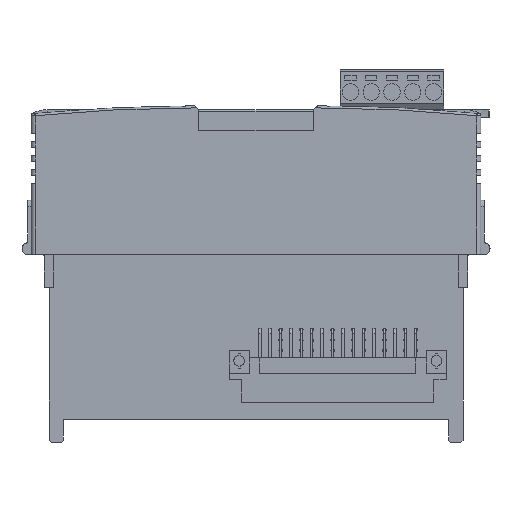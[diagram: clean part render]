
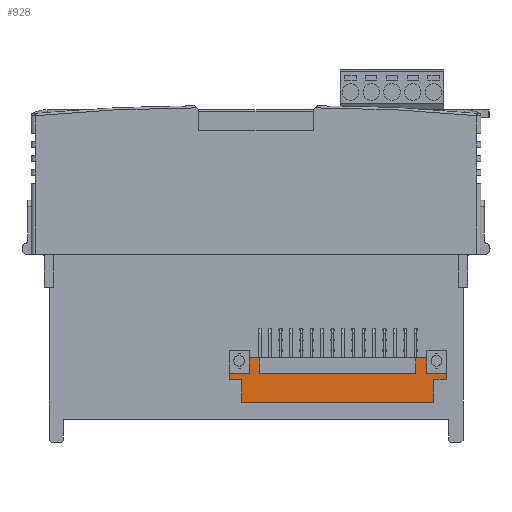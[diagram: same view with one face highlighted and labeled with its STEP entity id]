
A CAD part, left-side view. The second image highlights one B-rep face of the part: STEP entity #928.
In plain terms, the highlighted face is planar.
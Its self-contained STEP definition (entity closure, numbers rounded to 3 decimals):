
#51 = DIRECTION ( 'NONE',  ( 1., 0., 0. ) ) ;
#217 = AXIS2_PLACEMENT_3D ( 'NONE', #44484, #67147, #47777 ) ;
#928 = ADVANCED_FACE ( 'NONE', ( #72705 ), #21792, .T. ) ;
#2141 = DIRECTION ( 'NONE',  ( 0., 0., 1. ) ) ;
#2987 = EDGE_CURVE ( 'NONE', #8629, #14054, #40200, .T. ) ;
#3101 = ORIENTED_EDGE ( 'NONE', *, *, #32977, .F. ) ;
#4002 = LINE ( 'NONE', #21071, #65317 ) ;
#4455 = VERTEX_POINT ( 'NONE', #50534 ) ;
#5515 = CARTESIAN_POINT ( 'NONE',  ( 23.43, 10.95, -5.5 ) ) ;
#5922 = EDGE_CURVE ( 'NONE', #26998, #7210, #61740, .T. ) ;
#6113 = ORIENTED_EDGE ( 'NONE', *, *, #50271, .F. ) ;
#6153 = EDGE_CURVE ( 'NONE', #36644, #25500, #30373, .T. ) ;
#6943 = ORIENTED_EDGE ( 'NONE', *, *, #2987, .T. ) ;
#7185 = CARTESIAN_POINT ( 'NONE',  ( 26.58, 10.95, -7.05 ) ) ;
#7210 = VERTEX_POINT ( 'NONE', #43934 ) ;
#7360 = LINE ( 'NONE', #69771, #46047 ) ;
#8625 = CARTESIAN_POINT ( 'NONE',  ( -23.43, 10.95, 0. ) ) ;
#8629 = VERTEX_POINT ( 'NONE', #43958 ) ;
#9096 = VECTOR ( 'NONE', #46452, 1000. ) ;
#9267 = CARTESIAN_POINT ( 'NONE',  ( 26.58, 10.95, -5.5 ) ) ;
#9268 = ORIENTED_EDGE ( 'NONE', *, *, #42126, .F. ) ;
#10321 = CARTESIAN_POINT ( 'NONE',  ( 21.675, 10.95, -7.05 ) ) ;
#12669 = DIRECTION ( 'NONE',  ( 0., 0., 1. ) ) ;
#13401 = EDGE_LOOP ( 'NONE', ( #17118, #9268, #6113, #3101, #38104, #54445, #6943, #65095, #63294, #24670, #52492, #18641, #67668, #53825, #65875, #38744 ) ) ;
#14013 = CARTESIAN_POINT ( 'NONE',  ( 19.075, 10.95, -10.85 ) ) ;
#14054 = VERTEX_POINT ( 'NONE', #8625 ) ;
#15529 = VERTEX_POINT ( 'NONE', #21964 ) ;
#16051 = VECTOR ( 'NONE', #22424, 1000. ) ;
#17118 = ORIENTED_EDGE ( 'NONE', *, *, #18164, .F. ) ;
#18043 = DIRECTION ( 'NONE',  ( 1., 0., 0. ) ) ;
#18164 = EDGE_CURVE ( 'NONE', #4455, #69990, #7360, .T. ) ;
#18641 = ORIENTED_EDGE ( 'NONE', *, *, #22794, .F. ) ;
#21071 = CARTESIAN_POINT ( 'NONE',  ( -21.675, 10.95, -10.85 ) ) ;
#21792 = PLANE ( 'NONE',  #217 ) ;
#21899 = EDGE_CURVE ( 'NONE', #33203, #7210, #41270, .T. ) ;
#21964 = CARTESIAN_POINT ( 'NONE',  ( 23.43, 10.95, 0. ) ) ;
#22118 = CARTESIAN_POINT ( 'NONE',  ( -21.675, 10.95, -7.05 ) ) ;
#22424 = DIRECTION ( 'NONE',  ( 0., 0., -1. ) ) ;
#22778 = CARTESIAN_POINT ( 'NONE',  ( 26.58, 10.95, -7.05 ) ) ;
#22794 = EDGE_CURVE ( 'NONE', #41239, #26998, #24269, .T. ) ;
#22841 = CARTESIAN_POINT ( 'NONE',  ( 19.075, 10.95, -10.85 ) ) ;
#23756 = CARTESIAN_POINT ( 'NONE',  ( -23.43, 10.95, 0. ) ) ;
#24269 = LINE ( 'NONE', #7185, #33774 ) ;
#24278 = VECTOR ( 'NONE', #51, 1000. ) ;
#24670 = ORIENTED_EDGE ( 'NONE', *, *, #21899, .T. ) ;
#24878 = CARTESIAN_POINT ( 'NONE',  ( 19.075, 10.95, -7.05 ) ) ;
#25500 = VERTEX_POINT ( 'NONE', #22841 ) ;
#26136 = DIRECTION ( 'NONE',  ( 1., 0., 0. ) ) ;
#26578 = VERTEX_POINT ( 'NONE', #22118 ) ;
#26998 = VERTEX_POINT ( 'NONE', #22778 ) ;
#27030 = DIRECTION ( 'NONE',  ( 1., 0., 0. ) ) ;
#28723 = VERTEX_POINT ( 'NONE', #38324 ) ;
#29101 = LINE ( 'NONE', #56982, #16051 ) ;
#29490 = CARTESIAN_POINT ( 'NONE',  ( 23.43, 10.95, -5.5 ) ) ;
#29794 = EDGE_CURVE ( 'NONE', #69990, #36644, #35873, .T. ) ;
#30373 = LINE ( 'NONE', #14013, #36514 ) ;
#32438 = CARTESIAN_POINT ( 'NONE',  ( -21.675, 10.95, -10.85 ) ) ;
#32454 = VECTOR ( 'NONE', #12669, 1000. ) ;
#32973 = DIRECTION ( 'NONE',  ( 0., 0., 1. ) ) ;
#32977 = EDGE_CURVE ( 'NONE', #51461, #26578, #64507, .T. ) ;
#33203 = VERTEX_POINT ( 'NONE', #29490 ) ;
#33251 = CARTESIAN_POINT ( 'NONE',  ( -26.58, 10.95, -5.5 ) ) ;
#33760 = DIRECTION ( 'NONE',  ( 0., 0., 1. ) ) ;
#33774 = VECTOR ( 'NONE', #45840, 1000. ) ;
#34403 = CARTESIAN_POINT ( 'NONE',  ( -19.075, 10.95, -7.05 ) ) ;
#34560 = VECTOR ( 'NONE', #26136, 1000. ) ;
#34607 = CARTESIAN_POINT ( 'NONE',  ( 26.58, 10.95, -5.5 ) ) ;
#34755 = DIRECTION ( 'NONE',  ( 0., 0., 1. ) ) ;
#35319 = EDGE_CURVE ( 'NONE', #15529, #14054, #36005, .T. ) ;
#35353 = VECTOR ( 'NONE', #53859, 1000. ) ;
#35873 = LINE ( 'NONE', #34403, #42889 ) ;
#36005 = LINE ( 'NONE', #23756, #9096 ) ;
#36243 = DIRECTION ( 'NONE',  ( 1., 0., 0. ) ) ;
#36514 = VECTOR ( 'NONE', #53051, 1000. ) ;
#36644 = VERTEX_POINT ( 'NONE', #24878 ) ;
#36782 = EDGE_CURVE ( 'NONE', #45579, #8629, #37138, .T. ) ;
#37138 = LINE ( 'NONE', #9267, #35353 ) ;
#38104 = ORIENTED_EDGE ( 'NONE', *, *, #70155, .T. ) ;
#38324 = CARTESIAN_POINT ( 'NONE',  ( -21.675, 10.95, -10.85 ) ) ;
#38744 = ORIENTED_EDGE ( 'NONE', *, *, #29794, .F. ) ;
#38913 = VECTOR ( 'NONE', #49862, 1000. ) ;
#40200 = LINE ( 'NONE', #58748, #32454 ) ;
#40340 = CARTESIAN_POINT ( 'NONE',  ( -26.58, 10.95, -12.64 ) ) ;
#41046 = VERTEX_POINT ( 'NONE', #52004 ) ;
#41239 = VERTEX_POINT ( 'NONE', #47897 ) ;
#41270 = LINE ( 'NONE', #34607, #24278 ) ;
#42126 = EDGE_CURVE ( 'NONE', #28723, #4455, #59599, .T. ) ;
#42634 = VECTOR ( 'NONE', #32973, 1000. ) ;
#42889 = VECTOR ( 'NONE', #18043, 1000. ) ;
#43901 = EDGE_CURVE ( 'NONE', #25500, #41046, #4002, .T. ) ;
#43934 = CARTESIAN_POINT ( 'NONE',  ( 26.58, 10.95, -5.5 ) ) ;
#43958 = CARTESIAN_POINT ( 'NONE',  ( -23.43, 10.95, -5.5 ) ) ;
#44484 = CARTESIAN_POINT ( 'NONE',  ( -23.43, 10.95, -5.5 ) ) ;
#45579 = VERTEX_POINT ( 'NONE', #33251 ) ;
#45840 = DIRECTION ( 'NONE',  ( 1., 0., 0. ) ) ;
#46047 = VECTOR ( 'NONE', #2141, 1000. ) ;
#46452 = DIRECTION ( 'NONE',  ( -1., 0., 0. ) ) ;
#47420 = CARTESIAN_POINT ( 'NONE',  ( -26.58, 10.95, -7.05 ) ) ;
#47777 = DIRECTION ( 'NONE',  ( 0., 0., 1. ) ) ;
#47897 = CARTESIAN_POINT ( 'NONE',  ( 21.675, 10.95, -7.05 ) ) ;
#49862 = DIRECTION ( 'NONE',  ( 0., 0., 1. ) ) ;
#50271 = EDGE_CURVE ( 'NONE', #26578, #28723, #29101, .T. ) ;
#50534 = CARTESIAN_POINT ( 'NONE',  ( -19.075, 10.95, -10.85 ) ) ;
#50782 = VECTOR ( 'NONE', #34755, 1000. ) ;
#51461 = VERTEX_POINT ( 'NONE', #59966 ) ;
#52004 = CARTESIAN_POINT ( 'NONE',  ( 21.675, 10.95, -10.85 ) ) ;
#52492 = ORIENTED_EDGE ( 'NONE', *, *, #5922, .F. ) ;
#53051 = DIRECTION ( 'NONE',  ( 0., 0., -1. ) ) ;
#53825 = ORIENTED_EDGE ( 'NONE', *, *, #43901, .F. ) ;
#53859 = DIRECTION ( 'NONE',  ( 1., 0., 0. ) ) ;
#54445 = ORIENTED_EDGE ( 'NONE', *, *, #36782, .T. ) ;
#54943 = VECTOR ( 'NONE', #33760, 1000. ) ;
#55240 = EDGE_CURVE ( 'NONE', #41046, #41239, #60502, .T. ) ;
#56073 = LINE ( 'NONE', #5515, #54943 ) ;
#56982 = CARTESIAN_POINT ( 'NONE',  ( -21.675, 10.95, -7.05 ) ) ;
#57422 = LINE ( 'NONE', #40340, #50782 ) ;
#58748 = CARTESIAN_POINT ( 'NONE',  ( -23.43, 10.95, -5.5 ) ) ;
#59599 = LINE ( 'NONE', #32438, #34560 ) ;
#59966 = CARTESIAN_POINT ( 'NONE',  ( -26.58, 10.95, -7.05 ) ) ;
#60502 = LINE ( 'NONE', #10321, #42634 ) ;
#61239 = VECTOR ( 'NONE', #36243, 1000. ) ;
#61271 = EDGE_CURVE ( 'NONE', #33203, #15529, #56073, .T. ) ;
#61740 = LINE ( 'NONE', #69055, #38913 ) ;
#63294 = ORIENTED_EDGE ( 'NONE', *, *, #61271, .F. ) ;
#64507 = LINE ( 'NONE', #47420, #61239 ) ;
#65095 = ORIENTED_EDGE ( 'NONE', *, *, #35319, .F. ) ;
#65317 = VECTOR ( 'NONE', #27030, 1000. ) ;
#65875 = ORIENTED_EDGE ( 'NONE', *, *, #6153, .F. ) ;
#67147 = DIRECTION ( 'NONE',  ( 0., 1., 0. ) ) ;
#67668 = ORIENTED_EDGE ( 'NONE', *, *, #55240, .F. ) ;
#69055 = CARTESIAN_POINT ( 'NONE',  ( 26.58, 10.95, -12.64 ) ) ;
#69207 = CARTESIAN_POINT ( 'NONE',  ( -19.075, 10.95, -7.05 ) ) ;
#69771 = CARTESIAN_POINT ( 'NONE',  ( -19.075, 10.95, -10.85 ) ) ;
#69990 = VERTEX_POINT ( 'NONE', #69207 ) ;
#70155 = EDGE_CURVE ( 'NONE', #51461, #45579, #57422, .T. ) ;
#72705 = FACE_OUTER_BOUND ( 'NONE', #13401, .T. ) ;
